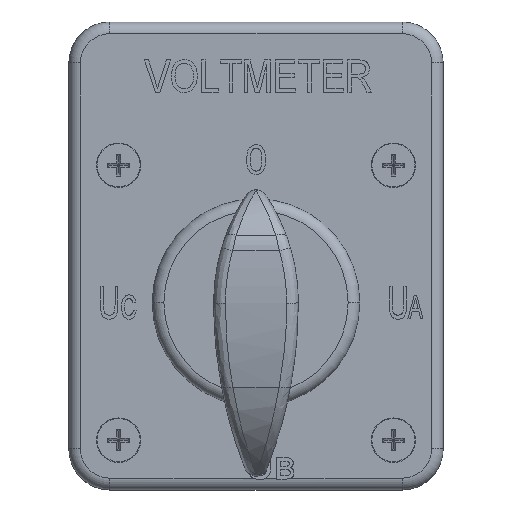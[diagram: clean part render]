
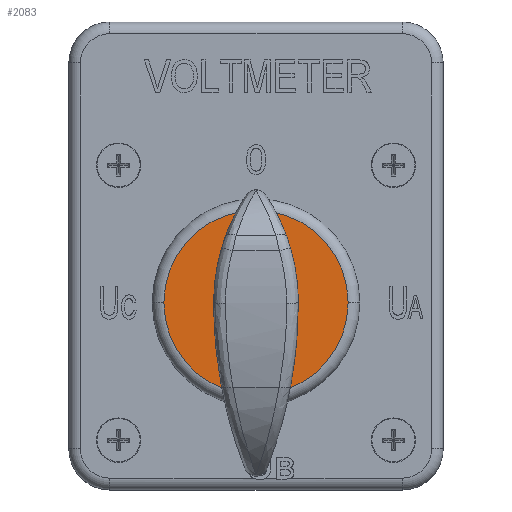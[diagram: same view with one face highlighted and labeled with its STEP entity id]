
A CAD part, top view. The second image highlights one B-rep face of the part: STEP entity #2083.
In plain terms, the highlighted planar face has unit normal (0, 0, 1).
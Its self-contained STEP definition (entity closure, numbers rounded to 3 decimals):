
#997 = DIRECTION ( 'NONE',  ( 1., 0., 0. ) ) ;
#1047 = EDGE_CURVE ( 'NONE', #2868, #8563, #18708, .T. ) ;
#2083 = ADVANCED_FACE ( 'NONE', ( #10354 ), #12110, .T. ) ;
#2637 = ORIENTED_EDGE ( 'NONE', *, *, #1047, .T. ) ;
#2868 = VERTEX_POINT ( 'NONE', #7284 ) ;
#3294 = EDGE_LOOP ( 'NONE', ( #2637, #6386 ) ) ;
#6386 = ORIENTED_EDGE ( 'NONE', *, *, #16017, .T. ) ;
#7136 = DIRECTION ( 'NONE',  ( 0., 0., 1. ) ) ;
#7284 = CARTESIAN_POINT ( 'NONE',  ( 15.75, 0., 17.2 ) ) ;
#7623 = AXIS2_PLACEMENT_3D ( 'NONE', #18064, #8975, #19567 ) ;
#8563 = VERTEX_POINT ( 'NONE', #14560 ) ;
#8975 = DIRECTION ( 'NONE',  ( 0., 0., 1. ) ) ;
#10354 = FACE_OUTER_BOUND ( 'NONE', #3294, .T. ) ;
#10659 = DIRECTION ( 'NONE',  ( 0., 0., 1. ) ) ;
#10979 = AXIS2_PLACEMENT_3D ( 'NONE', #16220, #7136, #17727 ) ;
#12110 = PLANE ( 'NONE',  #12380 ) ;
#12380 = AXIS2_PLACEMENT_3D ( 'NONE', #19719, #10659, #997 ) ;
#14560 = CARTESIAN_POINT ( 'NONE',  ( -15.75, 0., 17.2 ) ) ;
#15399 = CIRCLE ( 'NONE', #10979, 15.75 ) ;
#16017 = EDGE_CURVE ( 'NONE', #8563, #2868, #15399, .T. ) ;
#16220 = CARTESIAN_POINT ( 'NONE',  ( 0., 0., 17.2 ) ) ;
#17727 = DIRECTION ( 'NONE',  ( 1., 0., 0. ) ) ;
#18064 = CARTESIAN_POINT ( 'NONE',  ( 0., 0., 17.2 ) ) ;
#18708 = CIRCLE ( 'NONE', #7623, 15.75 ) ;
#19567 = DIRECTION ( 'NONE',  ( 1., 0., 0. ) ) ;
#19719 = CARTESIAN_POINT ( 'NONE',  ( 0., 0., 17.2 ) ) ;
